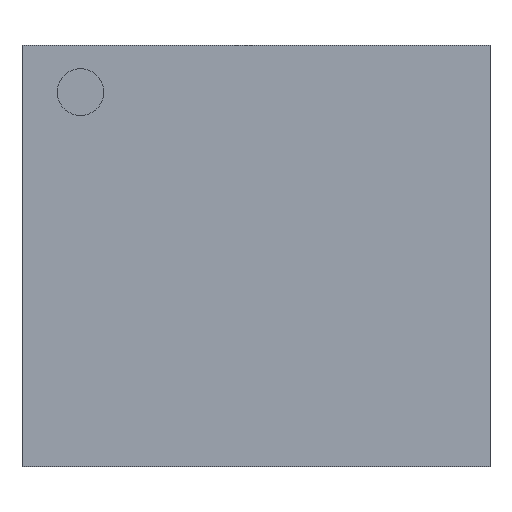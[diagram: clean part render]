
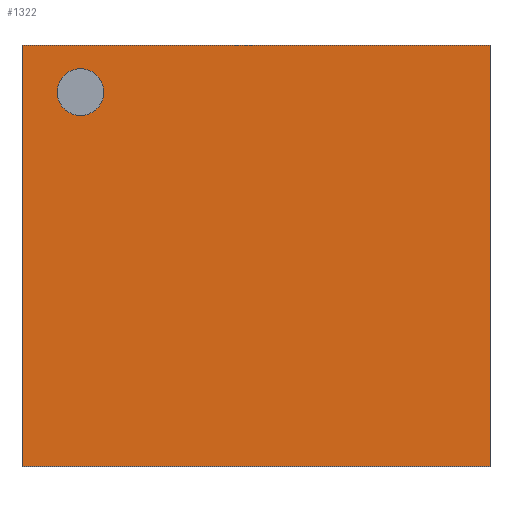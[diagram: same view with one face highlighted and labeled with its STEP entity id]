
A CAD part, top view. The second image highlights one B-rep face of the part: STEP entity #1322.
In plain terms, the highlighted planar face has unit normal (0, 0, 1).
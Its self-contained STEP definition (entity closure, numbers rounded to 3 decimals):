
#1035 = VERTEX_POINT('',#1036);
#1036 = CARTESIAN_POINT('',(-1.,-0.9,0.6));
#1043 = PLANE('',#1044);
#1044 = AXIS2_PLACEMENT_3D('',#1045,#1046,#1047);
#1045 = CARTESIAN_POINT('',(-1.,-0.9,0.));
#1046 = DIRECTION('',(0.,1.,0.));
#1047 = DIRECTION('',(1.,0.,0.));
#1055 = PLANE('',#1056);
#1056 = AXIS2_PLACEMENT_3D('',#1057,#1058,#1059);
#1057 = CARTESIAN_POINT('',(-1.,0.9,0.));
#1058 = DIRECTION('',(1.,0.,0.));
#1059 = DIRECTION('',(0.,-1.,0.));
#1067 = EDGE_CURVE('',#1035,#1068,#1070,.T.);
#1068 = VERTEX_POINT('',#1069);
#1069 = CARTESIAN_POINT('',(1.,-0.9,0.6));
#1070 = SURFACE_CURVE('',#1071,(#1075,#1082),.PCURVE_S1.);
#1071 = LINE('',#1072,#1073);
#1072 = CARTESIAN_POINT('',(-1.,-0.9,0.6));
#1073 = VECTOR('',#1074,1.);
#1074 = DIRECTION('',(1.,0.,0.));
#1075 = PCURVE('',#1043,#1076);
#1076 = DEFINITIONAL_REPRESENTATION('',(#1077),#1081);
#1077 = LINE('',#1078,#1079);
#1078 = CARTESIAN_POINT('',(0.,-0.6));
#1079 = VECTOR('',#1080,1.);
#1080 = DIRECTION('',(1.,0.));
#1081 = ( GEOMETRIC_REPRESENTATION_CONTEXT(2) 
PARAMETRIC_REPRESENTATION_CONTEXT() REPRESENTATION_CONTEXT('2D SPACE',''
  ) );
#1082 = PCURVE('',#1083,#1088);
#1083 = PLANE('',#1084);
#1084 = AXIS2_PLACEMENT_3D('',#1085,#1086,#1087);
#1085 = CARTESIAN_POINT('',(0.,0.,0.6));
#1086 = DIRECTION('',(0.,0.,1.));
#1087 = DIRECTION('',(1.,0.,0.));
#1088 = DEFINITIONAL_REPRESENTATION('',(#1089),#1093);
#1089 = LINE('',#1090,#1091);
#1090 = CARTESIAN_POINT('',(-1.,-0.9));
#1091 = VECTOR('',#1092,1.);
#1092 = DIRECTION('',(1.,0.));
#1093 = ( GEOMETRIC_REPRESENTATION_CONTEXT(2) 
PARAMETRIC_REPRESENTATION_CONTEXT() REPRESENTATION_CONTEXT('2D SPACE',''
  ) );
#1111 = PLANE('',#1112);
#1112 = AXIS2_PLACEMENT_3D('',#1113,#1114,#1115);
#1113 = CARTESIAN_POINT('',(1.,-0.9,0.));
#1114 = DIRECTION('',(-1.,0.,0.));
#1115 = DIRECTION('',(0.,1.,0.));
#1155 = VERTEX_POINT('',#1156);
#1156 = CARTESIAN_POINT('',(-1.,0.9,0.6));
#1170 = PLANE('',#1171);
#1171 = AXIS2_PLACEMENT_3D('',#1172,#1173,#1174);
#1172 = CARTESIAN_POINT('',(1.,0.9,0.));
#1173 = DIRECTION('',(0.,-1.,0.));
#1174 = DIRECTION('',(-1.,0.,0.));
#1182 = EDGE_CURVE('',#1155,#1035,#1183,.T.);
#1183 = SURFACE_CURVE('',#1184,(#1188,#1195),.PCURVE_S1.);
#1184 = LINE('',#1185,#1186);
#1185 = CARTESIAN_POINT('',(-1.,0.9,0.6));
#1186 = VECTOR('',#1187,1.);
#1187 = DIRECTION('',(0.,-1.,0.));
#1188 = PCURVE('',#1055,#1189);
#1189 = DEFINITIONAL_REPRESENTATION('',(#1190),#1194);
#1190 = LINE('',#1191,#1192);
#1191 = CARTESIAN_POINT('',(0.,-0.6));
#1192 = VECTOR('',#1193,1.);
#1193 = DIRECTION('',(1.,0.));
#1194 = ( GEOMETRIC_REPRESENTATION_CONTEXT(2) 
PARAMETRIC_REPRESENTATION_CONTEXT() REPRESENTATION_CONTEXT('2D SPACE',''
  ) );
#1195 = PCURVE('',#1083,#1196);
#1196 = DEFINITIONAL_REPRESENTATION('',(#1197),#1201);
#1197 = LINE('',#1198,#1199);
#1198 = CARTESIAN_POINT('',(-1.,0.9));
#1199 = VECTOR('',#1200,1.);
#1200 = DIRECTION('',(0.,-1.));
#1201 = ( GEOMETRIC_REPRESENTATION_CONTEXT(2) 
PARAMETRIC_REPRESENTATION_CONTEXT() REPRESENTATION_CONTEXT('2D SPACE',''
  ) );
#1229 = EDGE_CURVE('',#1068,#1230,#1232,.T.);
#1230 = VERTEX_POINT('',#1231);
#1231 = CARTESIAN_POINT('',(1.,0.9,0.6));
#1232 = SURFACE_CURVE('',#1233,(#1237,#1244),.PCURVE_S1.);
#1233 = LINE('',#1234,#1235);
#1234 = CARTESIAN_POINT('',(1.,-0.9,0.6));
#1235 = VECTOR('',#1236,1.);
#1236 = DIRECTION('',(0.,1.,0.));
#1237 = PCURVE('',#1111,#1238);
#1238 = DEFINITIONAL_REPRESENTATION('',(#1239),#1243);
#1239 = LINE('',#1240,#1241);
#1240 = CARTESIAN_POINT('',(0.,-0.6));
#1241 = VECTOR('',#1242,1.);
#1242 = DIRECTION('',(1.,0.));
#1243 = ( GEOMETRIC_REPRESENTATION_CONTEXT(2) 
PARAMETRIC_REPRESENTATION_CONTEXT() REPRESENTATION_CONTEXT('2D SPACE',''
  ) );
#1244 = PCURVE('',#1083,#1245);
#1245 = DEFINITIONAL_REPRESENTATION('',(#1246),#1250);
#1246 = LINE('',#1247,#1248);
#1247 = CARTESIAN_POINT('',(1.,-0.9));
#1248 = VECTOR('',#1249,1.);
#1249 = DIRECTION('',(0.,1.));
#1250 = ( GEOMETRIC_REPRESENTATION_CONTEXT(2) 
PARAMETRIC_REPRESENTATION_CONTEXT() REPRESENTATION_CONTEXT('2D SPACE',''
  ) );
#1322 = ADVANCED_FACE('',(#1323,#1349),#1083,.T.);
#1323 = FACE_BOUND('',#1324,.T.);
#1324 = EDGE_LOOP('',(#1325,#1326,#1327,#1348));
#1325 = ORIENTED_EDGE('',*,*,#1067,.T.);
#1326 = ORIENTED_EDGE('',*,*,#1229,.T.);
#1327 = ORIENTED_EDGE('',*,*,#1328,.T.);
#1328 = EDGE_CURVE('',#1230,#1155,#1329,.T.);
#1329 = SURFACE_CURVE('',#1330,(#1334,#1341),.PCURVE_S1.);
#1330 = LINE('',#1331,#1332);
#1331 = CARTESIAN_POINT('',(1.,0.9,0.6));
#1332 = VECTOR('',#1333,1.);
#1333 = DIRECTION('',(-1.,0.,0.));
#1334 = PCURVE('',#1083,#1335);
#1335 = DEFINITIONAL_REPRESENTATION('',(#1336),#1340);
#1336 = LINE('',#1337,#1338);
#1337 = CARTESIAN_POINT('',(1.,0.9));
#1338 = VECTOR('',#1339,1.);
#1339 = DIRECTION('',(-1.,0.));
#1340 = ( GEOMETRIC_REPRESENTATION_CONTEXT(2) 
PARAMETRIC_REPRESENTATION_CONTEXT() REPRESENTATION_CONTEXT('2D SPACE',''
  ) );
#1341 = PCURVE('',#1170,#1342);
#1342 = DEFINITIONAL_REPRESENTATION('',(#1343),#1347);
#1343 = LINE('',#1344,#1345);
#1344 = CARTESIAN_POINT('',(0.,-0.6));
#1345 = VECTOR('',#1346,1.);
#1346 = DIRECTION('',(1.,0.));
#1347 = ( GEOMETRIC_REPRESENTATION_CONTEXT(2) 
PARAMETRIC_REPRESENTATION_CONTEXT() REPRESENTATION_CONTEXT('2D SPACE',''
  ) );
#1348 = ORIENTED_EDGE('',*,*,#1182,.T.);
#1349 = FACE_BOUND('',#1350,.T.);
#1350 = EDGE_LOOP('',(#1351));
#1351 = ORIENTED_EDGE('',*,*,#1352,.F.);
#1352 = EDGE_CURVE('',#1353,#1353,#1355,.T.);
#1353 = VERTEX_POINT('',#1354);
#1354 = CARTESIAN_POINT('',(-0.65,0.7,0.6));
#1355 = SURFACE_CURVE('',#1356,(#1361,#1368),.PCURVE_S1.);
#1356 = CIRCLE('',#1357,0.1);
#1357 = AXIS2_PLACEMENT_3D('',#1358,#1359,#1360);
#1358 = CARTESIAN_POINT('',(-0.75,0.7,0.6));
#1359 = DIRECTION('',(0.,0.,1.));
#1360 = DIRECTION('',(1.,0.,0.));
#1361 = PCURVE('',#1083,#1362);
#1362 = DEFINITIONAL_REPRESENTATION('',(#1363),#1367);
#1363 = CIRCLE('',#1364,0.1);
#1364 = AXIS2_PLACEMENT_2D('',#1365,#1366);
#1365 = CARTESIAN_POINT('',(-0.75,0.7));
#1366 = DIRECTION('',(1.,0.));
#1367 = ( GEOMETRIC_REPRESENTATION_CONTEXT(2) 
PARAMETRIC_REPRESENTATION_CONTEXT() REPRESENTATION_CONTEXT('2D SPACE',''
  ) );
#1368 = PCURVE('',#1369,#1374);
#1369 = CYLINDRICAL_SURFACE('',#1370,0.1);
#1370 = AXIS2_PLACEMENT_3D('',#1371,#1372,#1373);
#1371 = CARTESIAN_POINT('',(-0.75,0.7,0.6));
#1372 = DIRECTION('',(0.,0.,1.));
#1373 = DIRECTION('',(1.,0.,0.));
#1374 = DEFINITIONAL_REPRESENTATION('',(#1375),#1379);
#1375 = LINE('',#1376,#1377);
#1376 = CARTESIAN_POINT('',(0.,0.));
#1377 = VECTOR('',#1378,1.);
#1378 = DIRECTION('',(1.,0.));
#1379 = ( GEOMETRIC_REPRESENTATION_CONTEXT(2) 
PARAMETRIC_REPRESENTATION_CONTEXT() REPRESENTATION_CONTEXT('2D SPACE',''
  ) );
